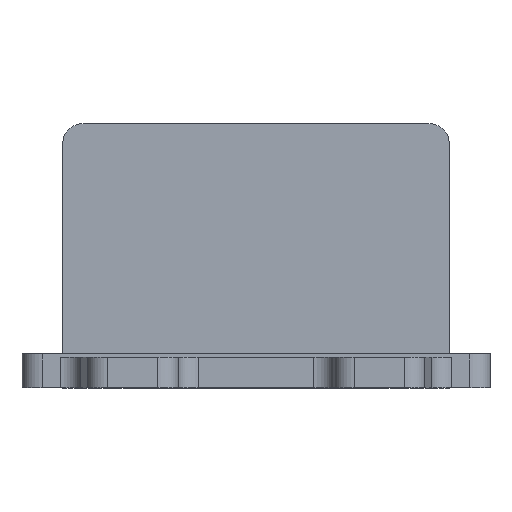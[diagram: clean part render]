
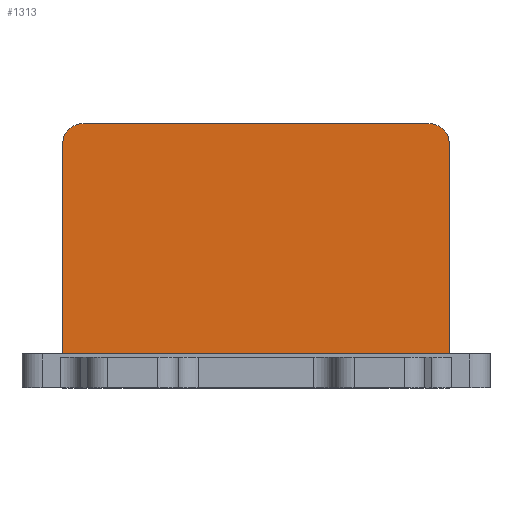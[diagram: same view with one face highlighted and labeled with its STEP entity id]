
A CAD part, top view. The second image highlights one B-rep face of the part: STEP entity #1313.
In plain terms, the highlighted planar face has unit normal (0, 0, 1).
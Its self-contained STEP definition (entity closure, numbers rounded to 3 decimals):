
#38=PLANE('',#1435);
#78=FACE_OUTER_BOUND('',#151,.T.);
#151=EDGE_LOOP('',(#992,#993,#994,#995,#996,#997,#998,#999,#1000,#1001));
#212=LINE('',#1929,#342);
#222=LINE('',#1953,#352);
#233=LINE('',#1997,#363);
#237=LINE('',#2012,#367);
#266=LINE('',#2115,#396);
#267=LINE('',#2119,#397);
#268=LINE('',#2120,#398);
#269=LINE('',#2121,#399);
#342=VECTOR('',#1526,10.);
#352=VECTOR('',#1546,10.);
#363=VECTOR('',#1581,10.);
#367=VECTOR('',#1593,10.);
#396=VECTOR('',#1686,10.);
#397=VECTOR('',#1691,10.);
#398=VECTOR('',#1692,10.);
#399=VECTOR('',#1693,10.);
#469=CIRCLE('',#1379,3.);
#471=CIRCLE('',#1384,3.);
#538=VERTEX_POINT('',#1919);
#539=VERTEX_POINT('',#1921);
#541=VERTEX_POINT('',#1927);
#545=VERTEX_POINT('',#1939);
#550=VERTEX_POINT('',#1951);
#570=VERTEX_POINT('',#1995);
#571=VERTEX_POINT('',#1996);
#578=VERTEX_POINT('',#2010);
#620=VERTEX_POINT('',#2114);
#621=VERTEX_POINT('',#2118);
#670=EDGE_CURVE('',#538,#539,#469,.T.);
#674=EDGE_CURVE('',#541,#538,#212,.T.);
#679=EDGE_CURVE('',#545,#541,#471,.T.);
#686=EDGE_CURVE('',#550,#545,#222,.T.);
#707=EDGE_CURVE('',#570,#571,#233,.T.);
#715=EDGE_CURVE('',#578,#550,#237,.T.);
#766=EDGE_CURVE('',#571,#620,#266,.T.);
#768=EDGE_CURVE('',#621,#578,#267,.T.);
#769=EDGE_CURVE('',#620,#621,#268,.T.);
#770=EDGE_CURVE('',#570,#539,#269,.T.);
#992=ORIENTED_EDGE('',*,*,#670,.F.);
#993=ORIENTED_EDGE('',*,*,#674,.F.);
#994=ORIENTED_EDGE('',*,*,#679,.F.);
#995=ORIENTED_EDGE('',*,*,#686,.F.);
#996=ORIENTED_EDGE('',*,*,#715,.F.);
#997=ORIENTED_EDGE('',*,*,#768,.F.);
#998=ORIENTED_EDGE('',*,*,#769,.F.);
#999=ORIENTED_EDGE('',*,*,#766,.F.);
#1000=ORIENTED_EDGE('',*,*,#707,.F.);
#1001=ORIENTED_EDGE('',*,*,#770,.T.);
#1313=ADVANCED_FACE('',(#78),#38,.T.);
#1379=AXIS2_PLACEMENT_3D('',#1922,#1519,#1520);
#1384=AXIS2_PLACEMENT_3D('',#1940,#1536,#1537);
#1435=AXIS2_PLACEMENT_3D('',#2117,#1689,#1690);
#1519=DIRECTION('center_axis',(0.,0.,-1.));
#1520=DIRECTION('ref_axis',(0.707,0.707,0.));
#1526=DIRECTION('',(1.,0.,0.));
#1536=DIRECTION('center_axis',(0.,0.,-1.));
#1537=DIRECTION('ref_axis',(-0.707,0.707,0.));
#1546=DIRECTION('',(0.,1.,0.));
#1581=DIRECTION('',(-1.,0.,0.));
#1593=DIRECTION('',(-1.,0.,0.));
#1686=DIRECTION('',(0.,-1.,0.));
#1689=DIRECTION('center_axis',(0.,0.,1.));
#1690=DIRECTION('ref_axis',(-1.,0.,0.));
#1691=DIRECTION('',(0.,1.,0.));
#1692=DIRECTION('',(-1.,0.,0.));
#1693=DIRECTION('',(0.,1.,0.));
#1919=CARTESIAN_POINT('',(60.,15.,28.249));
#1921=CARTESIAN_POINT('',(63.,12.,28.249));
#1922=CARTESIAN_POINT('Origin',(60.,12.,28.249));
#1927=CARTESIAN_POINT('',(9.,15.,28.249));
#1929=CARTESIAN_POINT('',(21.5,15.,28.249));
#1939=CARTESIAN_POINT('',(6.,12.,28.249));
#1940=CARTESIAN_POINT('Origin',(9.,12.,28.249));
#1951=CARTESIAN_POINT('',(6.,-19.,28.249));
#1953=CARTESIAN_POINT('',(6.,-19.,28.249));
#1995=CARTESIAN_POINT('',(63.,-19.,28.249));
#1996=CARTESIAN_POINT('',(47.5,-19.,28.249));
#1997=CARTESIAN_POINT('',(20.25,-19.,28.249));
#2010=CARTESIAN_POINT('',(21.5,-19.,28.249));
#2012=CARTESIAN_POINT('',(20.25,-19.,28.249));
#2114=CARTESIAN_POINT('',(47.5,-24.,28.249));
#2115=CARTESIAN_POINT('',(47.5,-19.,28.249));
#2117=CARTESIAN_POINT('Origin',(52.5,-19.,28.249));
#2118=CARTESIAN_POINT('',(21.5,-24.,28.249));
#2119=CARTESIAN_POINT('',(21.5,-19.,28.249));
#2120=CARTESIAN_POINT('',(52.5,-24.,28.249));
#2121=CARTESIAN_POINT('',(63.,-19.,28.249));
